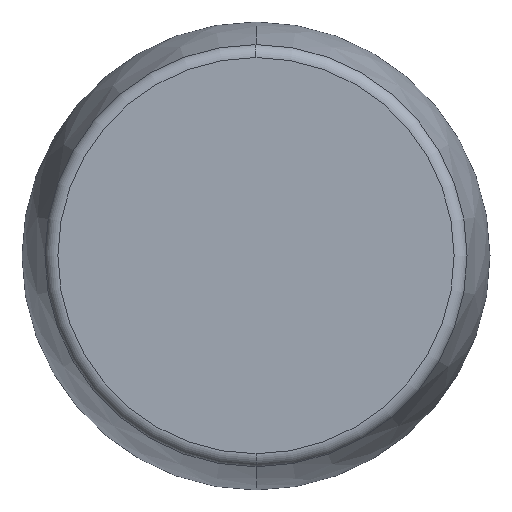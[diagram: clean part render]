
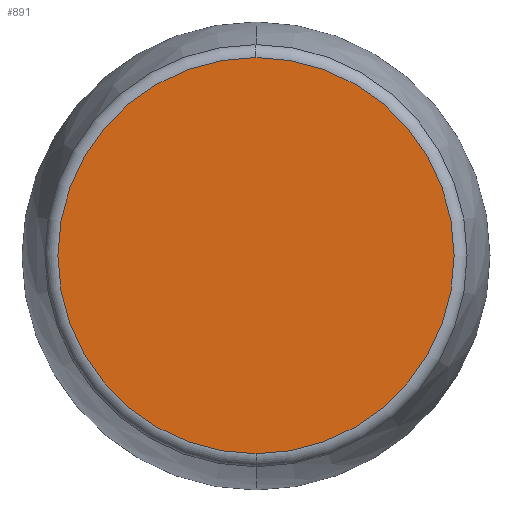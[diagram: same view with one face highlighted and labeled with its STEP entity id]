
A CAD part, top view. The second image highlights one B-rep face of the part: STEP entity #891.
In plain terms, the highlighted planar face has unit normal (0, 0, 1).
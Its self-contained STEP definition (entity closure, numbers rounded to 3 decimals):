
#868=CARTESIAN_POINT('Axis2P3D Location',(0.,14.815,24.)) ;
#873=CARTESIAN_POINT('Axis2P3D Location',(0.,0.,24.)) ;
#877=CARTESIAN_POINT('Vertex',(0.,14.815,24.)) ;
#879=CARTESIAN_POINT('Vertex',(0.,-14.815,24.)) ;
#882=CARTESIAN_POINT('Axis2P3D Location',(0.,0.,24.)) ;
#869=DIRECTION('Axis2P3D Direction',(0.,0.,-1.)) ;
#870=DIRECTION('Axis2P3D XDirection',(1.,0.,0.)) ;
#874=DIRECTION('Axis2P3D Direction',(0.,0.,-1.)) ;
#883=DIRECTION('Axis2P3D Direction',(0.,0.,-1.)) ;
#871=AXIS2_PLACEMENT_3D('Plane Axis2P3D',#868,#869,#870) ;
#875=AXIS2_PLACEMENT_3D('Circle Axis2P3D',#873,#874,$) ;
#884=AXIS2_PLACEMENT_3D('Circle Axis2P3D',#882,#883,$) ;
#876=CIRCLE('generated circle',#875,14.815) ;
#885=CIRCLE('generated circle',#884,14.815) ;
#872=PLANE('',#871) ;
#881=EDGE_CURVE('',#878,#880,#876,.T.) ;
#886=EDGE_CURVE('',#880,#878,#885,.T.) ;
#888=ORIENTED_EDGE('',*,*,#881,.F.) ;
#889=ORIENTED_EDGE('',*,*,#886,.F.) ;
#887=EDGE_LOOP('',(#888,#889)) ;
#878=VERTEX_POINT('',#877) ;
#880=VERTEX_POINT('',#879) ;
#891=ADVANCED_FACE('PartBody',(#890),#872,.F.) ;
#890=FACE_OUTER_BOUND('',#887,.T.) ;
